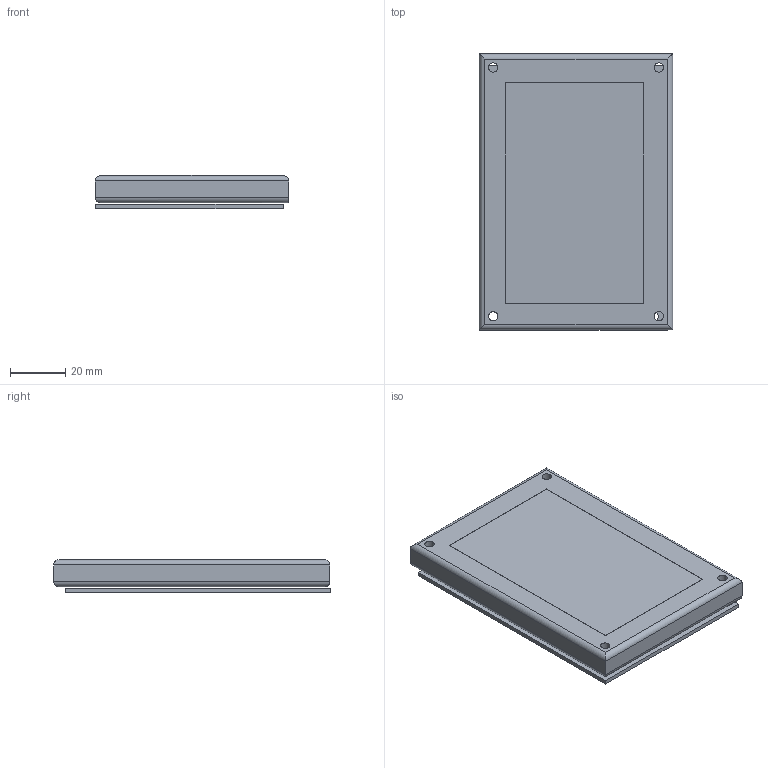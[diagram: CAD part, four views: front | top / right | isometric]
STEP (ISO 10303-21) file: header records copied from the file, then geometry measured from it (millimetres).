
FILE_DESCRIPTION(/* description */ ('STEP AP242 Edition 2','CAx-IF Rec.Pracs.---Representation and Presentation of Product Manufacturing Information (PMI)---4.0---2014-10-13','CAx-IF Rec.Pracs.---3D Tessellated Geometry---0.4---2014-09-14','2;1','CAx-IF Rec.Pracs.---User Defined Attributes---1.5---2016-08-15'),/* implementation_level */ '2;1');
FILE_NAME(/* name */ '695db3064be2c4e2571bfc63',/* time_stamp */ '2026-01-07T01:12:39Z',/* author */ (''),/* organization */ (''),/* preprocessor_version */ 'ST-DEVELOPER v20',/* originating_system */ 'ONSHAPE BY PTC INC, 1.208',/* authorisation */ ' ');
FILE_SCHEMA (('AP242_MANAGED_MODEL_BASED_3D_ENGINEERING_MIM_LF { 1 0 10303 442 3 1 4 }'));
Length unit declared in the file: metre
Products named in the file (3): Assembly 1; Part 1
Assembly tree (2 placements, depth 2):
  Assembly 1
    Part 1
    Part 1
Bounding box: 70 x 100.13 x 11.97 mm (x, y, z)
Volume: 47010 mm3; surface area: 30017 mm2
Topology: 2 solids, 2 shells, 193 faces, 515 edges, 341 vertices
Faces by surface type: plane 124, bspline 50, cylinder 19
Full cylindrical faces by diameter (mm): 3.4 x8
Entity records: 6179 total; most frequent: CARTESIAN_POINT 1594, ORIENTED_EDGE 1014, DIRECTION 730, EDGE_CURVE 507, LINE 376, VECTOR 376, VERTEX_POINT 341, EDGE_LOOP 240
